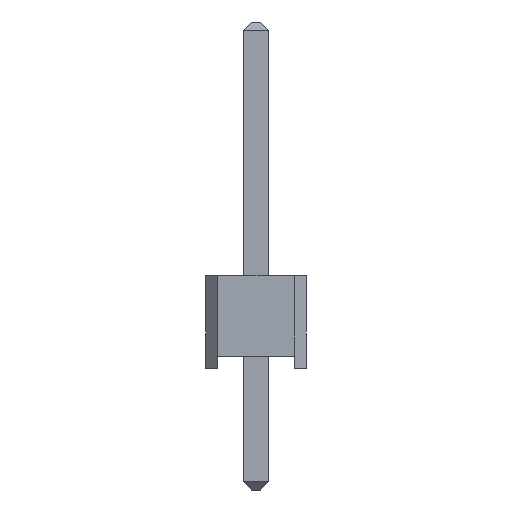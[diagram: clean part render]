
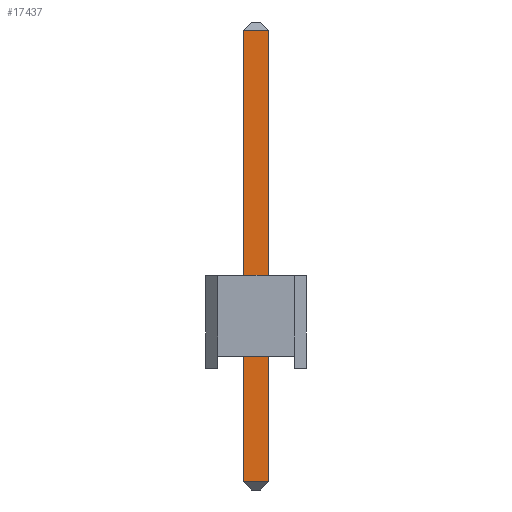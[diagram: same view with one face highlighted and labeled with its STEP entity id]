
A CAD part, left-side view. The second image highlights one B-rep face of the part: STEP entity #17437.
In plain terms, the highlighted planar face has unit normal (-1, 0, 0).
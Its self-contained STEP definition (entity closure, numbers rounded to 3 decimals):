
#17084 = PLANE('',#17085);
#17085 = AXIS2_PLACEMENT_3D('',#17086,#17087,#17088);
#17086 = CARTESIAN_POINT('',(-0.32,0.32,-3.));
#17087 = DIRECTION('',(-0.,1.,0.));
#17088 = DIRECTION('',(0.,0.,1.));
#17109 = VERTEX_POINT('',#17110);
#17110 = CARTESIAN_POINT('',(-0.32,0.32,-2.8));
#17136 = EDGE_CURVE('',#17109,#17137,#17139,.T.);
#17137 = VERTEX_POINT('',#17138);
#17138 = CARTESIAN_POINT('',(-0.32,0.32,8.34));
#17139 = SURFACE_CURVE('',#17140,(#17144,#17151),.PCURVE_S1.);
#17140 = LINE('',#17141,#17142);
#17141 = CARTESIAN_POINT('',(-0.32,0.32,-3.));
#17142 = VECTOR('',#17143,1.);
#17143 = DIRECTION('',(0.,-0.,1.));
#17144 = PCURVE('',#17084,#17145);
#17145 = DEFINITIONAL_REPRESENTATION('',(#17146),#17150);
#17146 = LINE('',#17147,#17148);
#17147 = CARTESIAN_POINT('',(0.,0.));
#17148 = VECTOR('',#17149,1.);
#17149 = DIRECTION('',(1.,0.));
#17150 = ( GEOMETRIC_REPRESENTATION_CONTEXT(2) 
PARAMETRIC_REPRESENTATION_CONTEXT() REPRESENTATION_CONTEXT('2D SPACE',''
  ) );
#17151 = PCURVE('',#17152,#17157);
#17152 = PLANE('',#17153);
#17153 = AXIS2_PLACEMENT_3D('',#17154,#17155,#17156);
#17154 = CARTESIAN_POINT('',(-0.32,-0.32,-3.));
#17155 = DIRECTION('',(-1.,0.,0.));
#17156 = DIRECTION('',(0.,0.,1.));
#17157 = DEFINITIONAL_REPRESENTATION('',(#17158),#17162);
#17158 = LINE('',#17159,#17160);
#17159 = CARTESIAN_POINT('',(0.,0.64));
#17160 = VECTOR('',#17161,1.);
#17161 = DIRECTION('',(1.,0.));
#17162 = ( GEOMETRIC_REPRESENTATION_CONTEXT(2) 
PARAMETRIC_REPRESENTATION_CONTEXT() REPRESENTATION_CONTEXT('2D SPACE',''
  ) );
#17264 = PLANE('',#17265);
#17265 = AXIS2_PLACEMENT_3D('',#17266,#17267,#17268);
#17266 = CARTESIAN_POINT('',(-0.22,-0.32,-2.9));
#17267 = DIRECTION('',(0.707,0.,0.707));
#17268 = DIRECTION('',(0.707,0.,-0.707));
#17297 = PLANE('',#17298);
#17298 = AXIS2_PLACEMENT_3D('',#17299,#17300,#17301);
#17299 = CARTESIAN_POINT('',(0.32,-0.32,-3.));
#17300 = DIRECTION('',(0.,-1.,0.));
#17301 = DIRECTION('',(0.,-0.,-1.));
#17377 = PLANE('',#17378);
#17378 = AXIS2_PLACEMENT_3D('',#17379,#17380,#17381);
#17379 = CARTESIAN_POINT('',(-0.22,-0.32,8.44));
#17380 = DIRECTION('',(-0.707,0.,0.707));
#17381 = DIRECTION('',(0.707,0.,0.707));
#17437 = ADVANCED_FACE('',(#17438),#17152,.T.);
#17438 = FACE_BOUND('',#17439,.T.);
#17439 = EDGE_LOOP('',(#17440,#17441,#17464,#17487));
#17440 = ORIENTED_EDGE('',*,*,#17136,.F.);
#17441 = ORIENTED_EDGE('',*,*,#17442,.T.);
#17442 = EDGE_CURVE('',#17109,#17443,#17445,.T.);
#17443 = VERTEX_POINT('',#17444);
#17444 = CARTESIAN_POINT('',(-0.32,-0.32,-2.8));
#17445 = SURFACE_CURVE('',#17446,(#17450,#17457),.PCURVE_S1.);
#17446 = LINE('',#17447,#17448);
#17447 = CARTESIAN_POINT('',(-0.32,-0.32,-2.8));
#17448 = VECTOR('',#17449,1.);
#17449 = DIRECTION('',(-0.,-1.,0.));
#17450 = PCURVE('',#17152,#17451);
#17451 = DEFINITIONAL_REPRESENTATION('',(#17452),#17456);
#17452 = LINE('',#17453,#17454);
#17453 = CARTESIAN_POINT('',(0.2,0.));
#17454 = VECTOR('',#17455,1.);
#17455 = DIRECTION('',(0.,-1.));
#17456 = ( GEOMETRIC_REPRESENTATION_CONTEXT(2) 
PARAMETRIC_REPRESENTATION_CONTEXT() REPRESENTATION_CONTEXT('2D SPACE',''
  ) );
#17457 = PCURVE('',#17264,#17458);
#17458 = DEFINITIONAL_REPRESENTATION('',(#17459),#17463);
#17459 = LINE('',#17460,#17461);
#17460 = CARTESIAN_POINT('',(-0.141,0.));
#17461 = VECTOR('',#17462,1.);
#17462 = DIRECTION('',(-0.,-1.));
#17463 = ( GEOMETRIC_REPRESENTATION_CONTEXT(2) 
PARAMETRIC_REPRESENTATION_CONTEXT() REPRESENTATION_CONTEXT('2D SPACE',''
  ) );
#17464 = ORIENTED_EDGE('',*,*,#17465,.T.);
#17465 = EDGE_CURVE('',#17443,#17466,#17468,.T.);
#17466 = VERTEX_POINT('',#17467);
#17467 = CARTESIAN_POINT('',(-0.32,-0.32,8.34));
#17468 = SURFACE_CURVE('',#17469,(#17473,#17480),.PCURVE_S1.);
#17469 = LINE('',#17470,#17471);
#17470 = CARTESIAN_POINT('',(-0.32,-0.32,-3.));
#17471 = VECTOR('',#17472,1.);
#17472 = DIRECTION('',(0.,0.,1.));
#17473 = PCURVE('',#17152,#17474);
#17474 = DEFINITIONAL_REPRESENTATION('',(#17475),#17479);
#17475 = LINE('',#17476,#17477);
#17476 = CARTESIAN_POINT('',(0.,0.));
#17477 = VECTOR('',#17478,1.);
#17478 = DIRECTION('',(1.,0.));
#17479 = ( GEOMETRIC_REPRESENTATION_CONTEXT(2) 
PARAMETRIC_REPRESENTATION_CONTEXT() REPRESENTATION_CONTEXT('2D SPACE',''
  ) );
#17480 = PCURVE('',#17297,#17481);
#17481 = DEFINITIONAL_REPRESENTATION('',(#17482),#17486);
#17482 = LINE('',#17483,#17484);
#17483 = CARTESIAN_POINT('',(-0.,-0.64));
#17484 = VECTOR('',#17485,1.);
#17485 = DIRECTION('',(-1.,0.));
#17486 = ( GEOMETRIC_REPRESENTATION_CONTEXT(2) 
PARAMETRIC_REPRESENTATION_CONTEXT() REPRESENTATION_CONTEXT('2D SPACE',''
  ) );
#17487 = ORIENTED_EDGE('',*,*,#17488,.T.);
#17488 = EDGE_CURVE('',#17466,#17137,#17489,.T.);
#17489 = SURFACE_CURVE('',#17490,(#17494,#17501),.PCURVE_S1.);
#17490 = LINE('',#17491,#17492);
#17491 = CARTESIAN_POINT('',(-0.32,-0.32,8.34));
#17492 = VECTOR('',#17493,1.);
#17493 = DIRECTION('',(0.,1.,-0.));
#17494 = PCURVE('',#17152,#17495);
#17495 = DEFINITIONAL_REPRESENTATION('',(#17496),#17500);
#17496 = LINE('',#17497,#17498);
#17497 = CARTESIAN_POINT('',(11.34,0.));
#17498 = VECTOR('',#17499,1.);
#17499 = DIRECTION('',(0.,1.));
#17500 = ( GEOMETRIC_REPRESENTATION_CONTEXT(2) 
PARAMETRIC_REPRESENTATION_CONTEXT() REPRESENTATION_CONTEXT('2D SPACE',''
  ) );
#17501 = PCURVE('',#17377,#17502);
#17502 = DEFINITIONAL_REPRESENTATION('',(#17503),#17507);
#17503 = LINE('',#17504,#17505);
#17504 = CARTESIAN_POINT('',(-0.141,0.));
#17505 = VECTOR('',#17506,1.);
#17506 = DIRECTION('',(0.,1.));
#17507 = ( GEOMETRIC_REPRESENTATION_CONTEXT(2) 
PARAMETRIC_REPRESENTATION_CONTEXT() REPRESENTATION_CONTEXT('2D SPACE',''
  ) );
